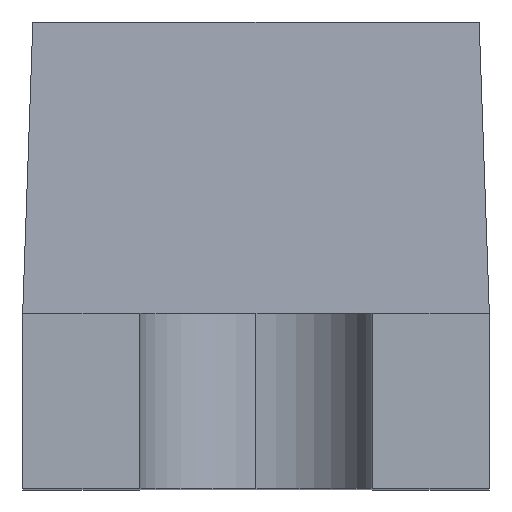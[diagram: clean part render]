
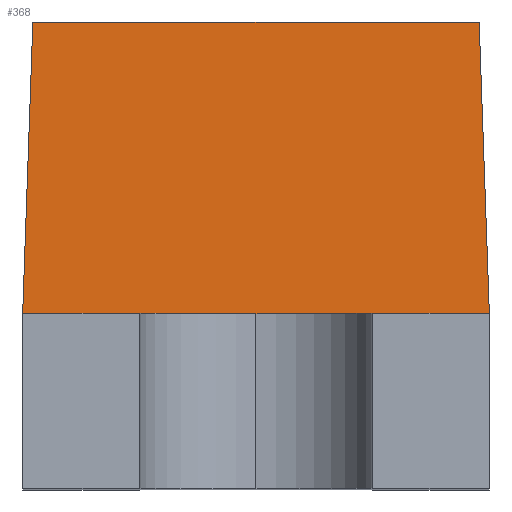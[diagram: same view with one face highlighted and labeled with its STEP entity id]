
A CAD part, top view. The second image highlights one B-rep face of the part: STEP entity #368.
In plain terms, the highlighted planar face has unit normal (0, 0.035, 0.999).
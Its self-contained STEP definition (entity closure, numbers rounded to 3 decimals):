
#19 = EDGE_CURVE ( 'NONE', #319, #567, #458, .T. ) ;
#28 = CARTESIAN_POINT ( 'NONE',  ( 0., 0.3, -0.3 ) ) ;
#60 = DIRECTION ( 'NONE',  ( 0., -0.999, 0.035 ) ) ;
#61 = ORIENTED_EDGE ( 'NONE', *, *, #19, .F. ) ;
#76 = PLANE ( 'NONE',  #222 ) ;
#90 = ORIENTED_EDGE ( 'NONE', *, *, #328, .T. ) ;
#95 = FACE_OUTER_BOUND ( 'NONE', #232, .T. ) ;
#96 = LINE ( 'NONE', #28, #256 ) ;
#137 = DIRECTION ( 'NONE',  ( 0., 0.035, 0.999 ) ) ;
#160 = CARTESIAN_POINT ( 'NONE',  ( 0.8, 0.3, -0.3 ) ) ;
#214 = VERTEX_POINT ( 'NONE', #160 ) ;
#216 = CARTESIAN_POINT ( 'NONE',  ( 0., 0.3, -0.3 ) ) ;
#220 = VERTEX_POINT ( 'NONE', #544 ) ;
#222 = AXIS2_PLACEMENT_3D ( 'NONE', #216, #137, #60 ) ;
#232 = EDGE_LOOP ( 'NONE', ( #90, #389, #61, #509 ) ) ;
#247 = CARTESIAN_POINT ( 'NONE',  ( 0.783, 0.8, -0.317 ) ) ;
#256 = VECTOR ( 'NONE', #610, 1000. ) ;
#300 = EDGE_CURVE ( 'NONE', #567, #214, #627, .T. ) ;
#302 = CARTESIAN_POINT ( 'NONE',  ( 0.017, 0.8, -0.317 ) ) ;
#319 = VERTEX_POINT ( 'NONE', #302 ) ;
#328 = EDGE_CURVE ( 'NONE', #220, #214, #96, .T. ) ;
#368 = ADVANCED_FACE ( 'NONE', ( #95 ), #76, .T. ) ;
#372 = DIRECTION ( 'NONE',  ( 0.035, -0.999, 0.035 ) ) ;
#376 = DIRECTION ( 'NONE',  ( -0.035, -0.999, 0.035 ) ) ;
#389 = ORIENTED_EDGE ( 'NONE', *, *, #300, .F. ) ;
#397 = VECTOR ( 'NONE', #578, 1000. ) ;
#414 = VECTOR ( 'NONE', #372, 1000. ) ;
#437 = CARTESIAN_POINT ( 'NONE',  ( 0.799, 0.335, -0.301 ) ) ;
#441 = CARTESIAN_POINT ( 'NONE',  ( 0., 0.3, -0.3 ) ) ;
#446 = CARTESIAN_POINT ( 'NONE',  ( 0., 0.8, -0.317 ) ) ;
#458 = LINE ( 'NONE', #446, #397 ) ;
#509 = ORIENTED_EDGE ( 'NONE', *, *, #552, .T. ) ;
#544 = CARTESIAN_POINT ( 'NONE',  ( 0., 0.3, -0.3 ) ) ;
#552 = EDGE_CURVE ( 'NONE', #319, #220, #576, .T. ) ;
#567 = VERTEX_POINT ( 'NONE', #247 ) ;
#576 = LINE ( 'NONE', #441, #577 ) ;
#577 = VECTOR ( 'NONE', #376, 1000. ) ;
#578 = DIRECTION ( 'NONE',  ( 1., 0., 0. ) ) ;
#610 = DIRECTION ( 'NONE',  ( 1., 0., 0. ) ) ;
#627 = LINE ( 'NONE', #437, #414 ) ;
